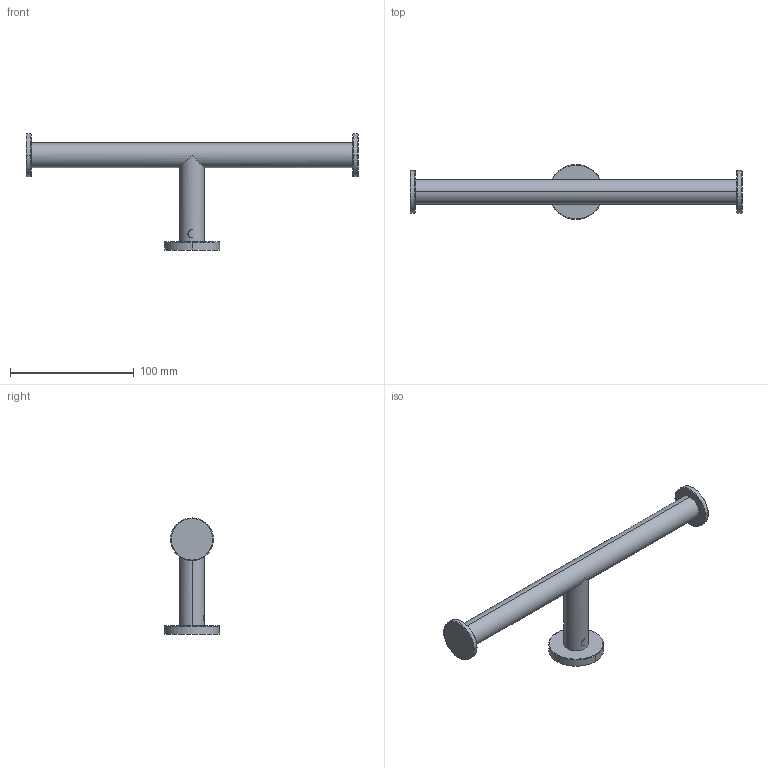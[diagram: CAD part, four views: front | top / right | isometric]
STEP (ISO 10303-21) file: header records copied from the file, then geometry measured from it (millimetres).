
FILE_DESCRIPTION((''),'2;1');
FILE_NAME('4609_WEB','2010-12-20T',('project'),(''),'PRO/ENGINEER BY PARAMETRIC TECHNOLOGY CORPORATION, 2009300','PRO/ENGINEER BY PARAMETRIC TECHNOLOGY CORPORATION, 2009300','');
FILE_SCHEMA(('CONFIG_CONTROL_DESIGN'));
Length unit declared in the file: inch
Products named in the file (1): 4609_WEB
Bounding box: 268.22 x 44.45 x 93.88 mm (x, y, z)
Surface area: 28768.3 mm2 (no closed solid volume)
Topology: 0 solids, 7 shells, 29 faces, 61 edges, 40 vertices
Faces by surface type: cylinder 12, torus 10, plane 7
Entity records: 899 total; most frequent: CARTESIAN_POINT 228, DIRECTION 151, ORIENTED_EDGE 108, AXIS2_PLACEMENT_3D 69, EDGE_CURVE 61, VERTEX_POINT 40, CIRCLE 40, EDGE_LOOP 29
